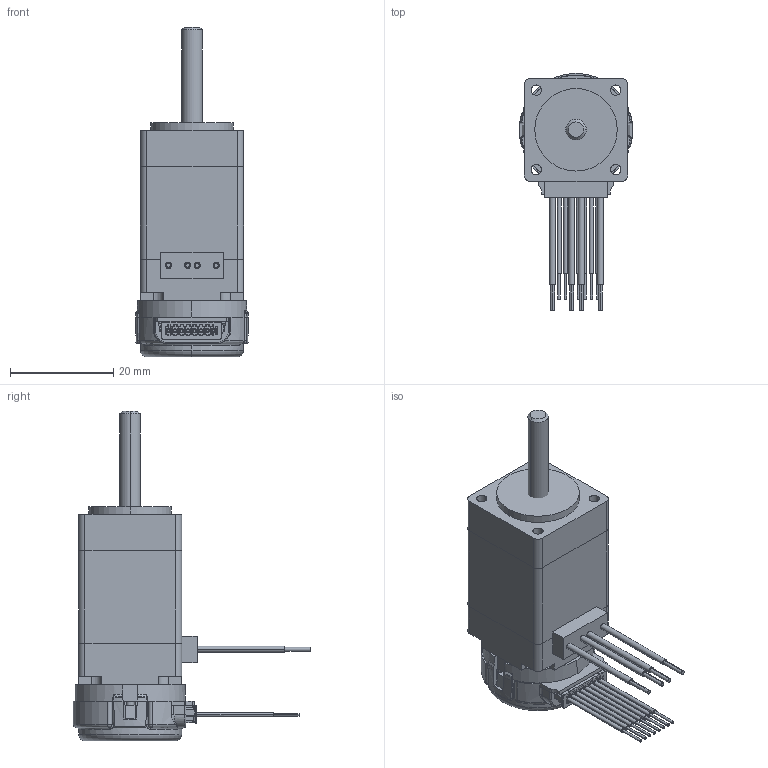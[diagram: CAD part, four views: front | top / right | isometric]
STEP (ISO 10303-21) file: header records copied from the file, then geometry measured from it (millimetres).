
FILE_DESCRIPTION (( 'STEP AP214' ), '1' );
FILE_NAME ('20AM003EC.STEP', '2024-06-25T02:27:42', ( 'MM' ), ( 'Microsoft' ), 'SwSTEP 2.0', 'SolidWorks 2024', '' );
FILE_SCHEMA (( 'AUTOMOTIVE_DESIGN' ));
Length unit declared in the file: millimetre
Products named in the file (1): 20AM003EC
Bounding box: 21.86 x 46 x 63.9 mm (x, y, z)
Volume: 15612.5 mm3; surface area: 10469.7 mm2
Topology: 8 solids, 8 shells, 1182 faces, 3153 edges, 2014 vertices
Faces by surface type: plane 804, cylinder 251, bspline 63, cone 31, torus 27, sphere 6
Entity records: 38513 total; most frequent: CARTESIAN_POINT 9611, ORIENTED_EDGE 6278, DIRECTION 5595, EDGE_CURVE 3139, LINE 2265, VECTOR 2265, VERTEX_POINT 2014, AXIS2_PLACEMENT_3D 1665
